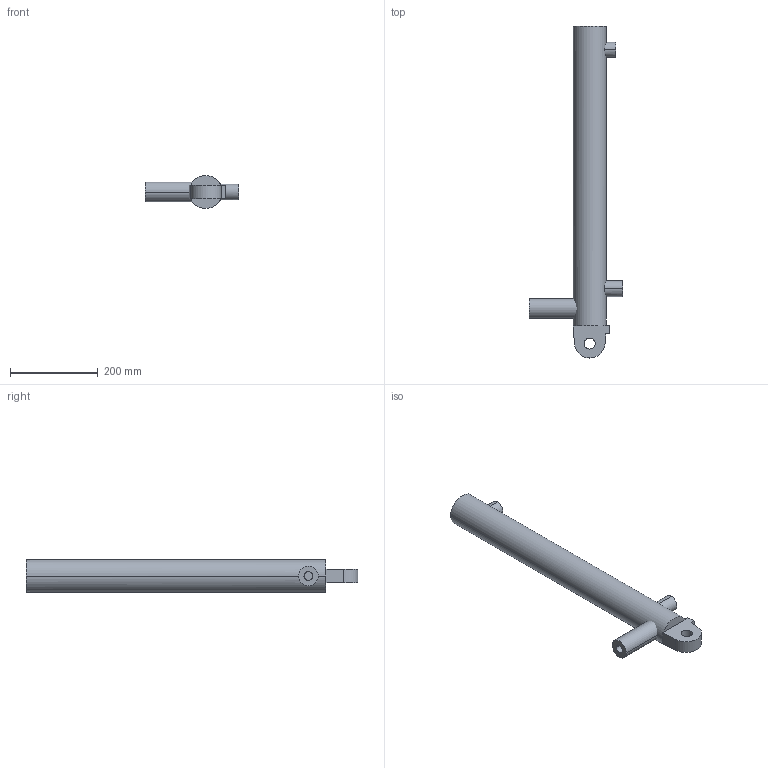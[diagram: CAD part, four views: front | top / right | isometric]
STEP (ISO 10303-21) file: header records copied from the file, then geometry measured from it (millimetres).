
FILE_DESCRIPTION (( 'STEP AP203' ), '1' );
FILE_NAME ('Cyl_hus_part_Default_sldprt.STEP', '2018-06-15T18:10:41', ( '' ), ( '' ), 'SwSTEP 2.0', 'SolidWorks 2017', '' );
FILE_SCHEMA (( 'CONFIG_CONTROL_DESIGN' ));
Length unit declared in the file: millimetre
Products named in the file (1): Cyl_hus_part_Default_sldprt
Bounding box: 212.5 x 754.75 x 75 mm (x, y, z)
Volume: 1521608.9 mm3; surface area: 346346.3 mm2
Topology: 2 solids, 4 shells, 66 faces, 151 edges, 98 vertices
Faces by surface type: cylinder 40, plane 26
Entity records: 2976 total; most frequent: CARTESIAN_POINT 1396, DIRECTION 311, ORIENTED_EDGE 302, EDGE_CURVE 151, AXIS2_PLACEMENT_3D 121, VERTEX_POINT 98, EDGE_LOOP 79, LINE 69
